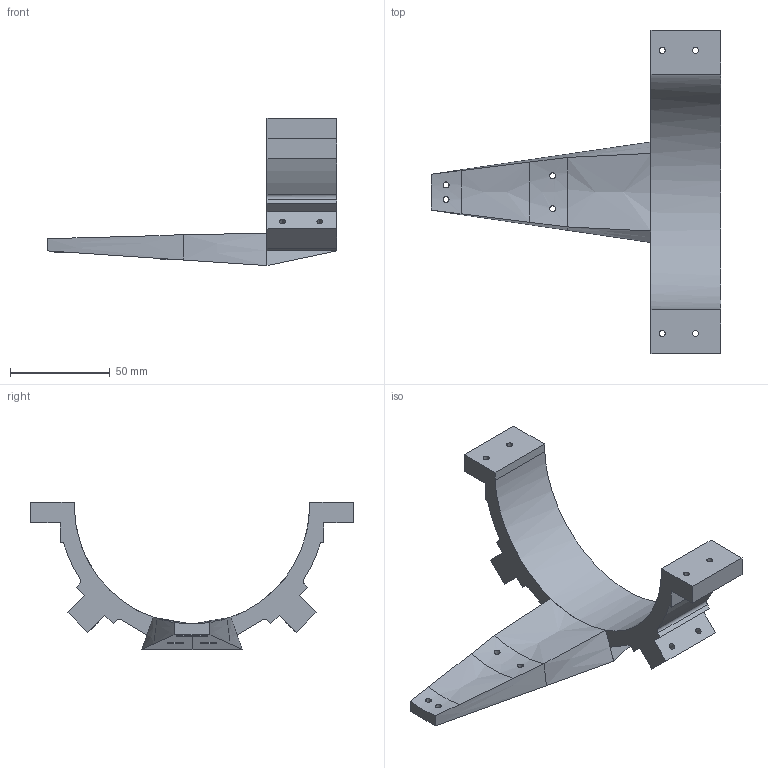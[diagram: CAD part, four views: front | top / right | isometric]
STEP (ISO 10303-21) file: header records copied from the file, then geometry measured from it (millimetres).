
FILE_DESCRIPTION(/* description */ (''),/* implementation_level */ '2;1');
FILE_NAME(/* name */ 'CLAMPP~3',/* time_stamp */ '2017-11-18T16:19:45+01:00',/* author */ (''),/* organization */ (''),/* preprocessor_version */ 'ST-DEVELOPER v15',/* originating_system */ '',/* authorisation */ '');
FILE_SCHEMA (('AUTOMOTIVE_DESIGN'));
Length unit declared in the file: millimetre
Products named in the file (1): Document
Bounding box: 145 x 161.59 x 73.57 mm (x, y, z)
Surface area: 34638.3 mm2 (no closed solid volume)
Topology: 0 solids, 1 shells, 106 faces, 297 edges, 183 vertices
Faces by surface type: bspline 84, plane 22
Entity records: 4764 total; most frequent: CARTESIAN_POINT 3130, ORIENTED_EDGE 577, EDGE_CURVE 295, VERTEX_POINT 183, EDGE_LOOP 132, ADVANCED_FACE 106, FACE_OUTER_BOUND 106, B_SPLINE_CURVE_WITH_KNOTS 93
